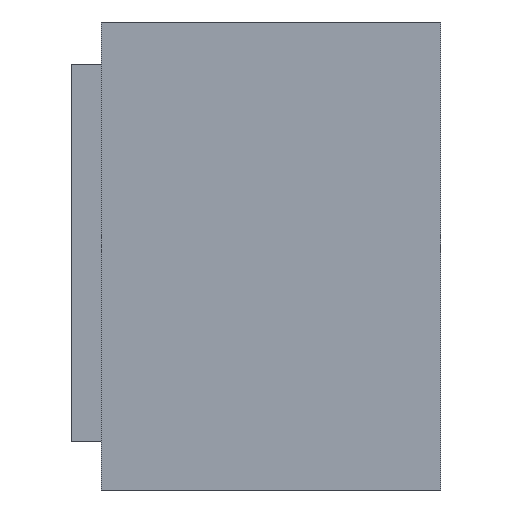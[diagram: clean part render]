
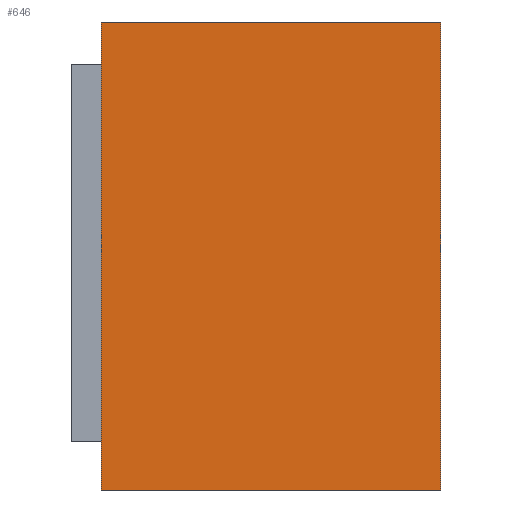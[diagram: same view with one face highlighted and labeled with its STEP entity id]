
A CAD part, left-side view. The second image highlights one B-rep face of the part: STEP entity #646.
In plain terms, the highlighted planar face has unit normal (-1, 0, 0).
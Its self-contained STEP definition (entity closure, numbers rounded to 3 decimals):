
#3 = DIRECTION ( 'NONE',  ( 0., 0., 1. ) ) ;
#7 = VECTOR ( 'NONE', #3, 1000. ) ;
#46 = EDGE_CURVE ( 'NONE', #359, #779, #47, .T. ) ;
#47 = LINE ( 'NONE', #616, #213 ) ;
#54 = CARTESIAN_POINT ( 'NONE',  ( -0.52, 0.45, -0.3 ) ) ;
#58 = LINE ( 'NONE', #449, #7 ) ;
#63 = DIRECTION ( 'NONE',  ( 0., -1., 0. ) ) ;
#93 = EDGE_CURVE ( 'NONE', #550, #359, #303, .T. ) ;
#124 = EDGE_CURVE ( 'NONE', #513, #779, #323, .T. ) ;
#156 = VECTOR ( 'NONE', #63, 1000. ) ;
#184 = EDGE_LOOP ( 'NONE', ( #448, #283, #593, #320 ) ) ;
#201 = CARTESIAN_POINT ( 'NONE',  ( -0.52, 0., 0.32 ) ) ;
#209 = DIRECTION ( 'NONE',  ( 1., 0., 0. ) ) ;
#213 = VECTOR ( 'NONE', #804, 1000. ) ;
#255 = CARTESIAN_POINT ( 'NONE',  ( -0.52, 0.45, 0.32 ) ) ;
#283 = ORIENTED_EDGE ( 'NONE', *, *, #124, .F. ) ;
#303 = LINE ( 'NONE', #54, #494 ) ;
#320 = ORIENTED_EDGE ( 'NONE', *, *, #93, .T. ) ;
#323 = LINE ( 'NONE', #739, #156 ) ;
#359 = VERTEX_POINT ( 'NONE', #750 ) ;
#430 = FACE_OUTER_BOUND ( 'NONE', #184, .T. ) ;
#448 = ORIENTED_EDGE ( 'NONE', *, *, #46, .T. ) ;
#449 = CARTESIAN_POINT ( 'NONE',  ( -0.52, 0.45, -0.3 ) ) ;
#494 = VECTOR ( 'NONE', #669, 1000. ) ;
#501 = EDGE_CURVE ( 'NONE', #550, #513, #58, .T. ) ;
#513 = VERTEX_POINT ( 'NONE', #255 ) ;
#550 = VERTEX_POINT ( 'NONE', #757 ) ;
#593 = ORIENTED_EDGE ( 'NONE', *, *, #501, .F. ) ;
#616 = CARTESIAN_POINT ( 'NONE',  ( -0.52, 0., -0.3 ) ) ;
#646 = ADVANCED_FACE ( 'NONE', ( #430 ), #763, .F. ) ;
#660 = AXIS2_PLACEMENT_3D ( 'NONE', #699, #209, #704 ) ;
#669 = DIRECTION ( 'NONE',  ( 0., -1., 0. ) ) ;
#699 = CARTESIAN_POINT ( 'NONE',  ( -0.52, 0.45, -0.3 ) ) ;
#704 = DIRECTION ( 'NONE',  ( 0., 0., -1. ) ) ;
#739 = CARTESIAN_POINT ( 'NONE',  ( -0.52, 0.45, 0.32 ) ) ;
#750 = CARTESIAN_POINT ( 'NONE',  ( -0.52, 0., -0.3 ) ) ;
#757 = CARTESIAN_POINT ( 'NONE',  ( -0.52, 0.45, -0.3 ) ) ;
#763 = PLANE ( 'NONE',  #660 ) ;
#779 = VERTEX_POINT ( 'NONE', #201 ) ;
#804 = DIRECTION ( 'NONE',  ( 0., 0., 1. ) ) ;
